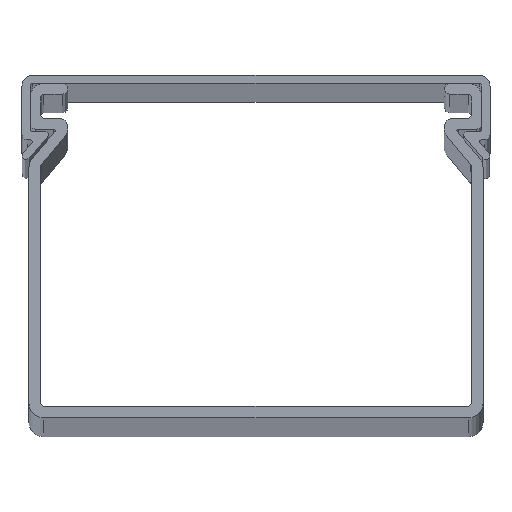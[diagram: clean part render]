
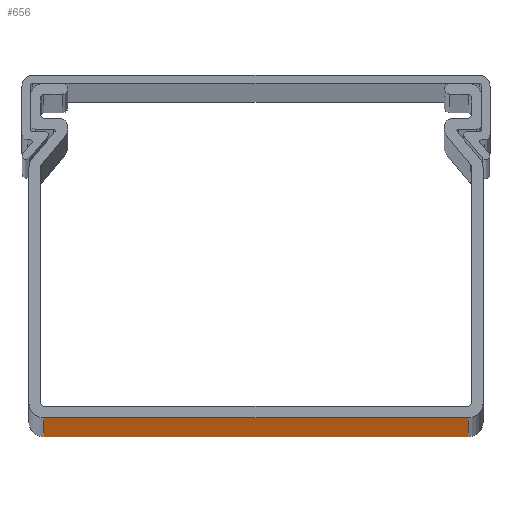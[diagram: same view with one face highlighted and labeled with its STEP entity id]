
A CAD part, top view. The second image highlights one B-rep face of the part: STEP entity #656.
In plain terms, the highlighted planar face has unit normal (0, -1, 0).
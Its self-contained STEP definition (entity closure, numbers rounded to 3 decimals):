
#59 = LINE ( 'NONE', #3437, #1907 ) ;
#185 = VERTEX_POINT ( 'NONE', #3115 ) ;
#277 = VECTOR ( 'NONE', #2034, 1000. ) ;
#390 = ORIENTED_EDGE ( 'NONE', *, *, #2598, .T. ) ;
#452 = DIRECTION ( 'NONE',  ( 0., 0., -1. ) ) ;
#465 = CARTESIAN_POINT ( 'NONE',  ( 59.5, -4.2, 0. ) ) ;
#472 = DIRECTION ( 'NONE',  ( 0., -1., 0. ) ) ;
#487 = CARTESIAN_POINT ( 'NONE',  ( 62.2, -4.2, 0. ) ) ;
#631 = EDGE_CURVE ( 'NONE', #185, #3203, #1105, .T. ) ;
#634 = DIRECTION ( 'NONE',  ( 0., 0., -1. ) ) ;
#645 = CARTESIAN_POINT ( 'NONE',  ( -19.5, -4.2, 0. ) ) ;
#656 = ADVANCED_FACE ( 'NONE', ( #3825 ), #2407, .T. ) ;
#781 = AXIS2_PLACEMENT_3D ( 'NONE', #487, #472, #452 ) ;
#804 = ORIENTED_EDGE ( 'NONE', *, *, #631, .T. ) ;
#939 = VERTEX_POINT ( 'NONE', #3020 ) ;
#1045 = VECTOR ( 'NONE', #1698, 1000. ) ;
#1105 = LINE ( 'NONE', #645, #2838 ) ;
#1349 = ORIENTED_EDGE ( 'NONE', *, *, #4023, .F. ) ;
#1496 = DIRECTION ( 'NONE',  ( 0., 0., -1. ) ) ;
#1698 = DIRECTION ( 'NONE',  ( 1., 0., 0. ) ) ;
#1828 = LINE ( 'NONE', #1915, #1045 ) ;
#1907 = VECTOR ( 'NONE', #1496, 1000. ) ;
#1915 = CARTESIAN_POINT ( 'NONE',  ( 59.5, -4.2, 2000. ) ) ;
#1965 = CARTESIAN_POINT ( 'NONE',  ( -19.5, -4.2, 0. ) ) ;
#2021 = LINE ( 'NONE', #2045, #277 ) ;
#2034 = DIRECTION ( 'NONE',  ( 1., 0., 0. ) ) ;
#2045 = CARTESIAN_POINT ( 'NONE',  ( 20., -4.2, 0. ) ) ;
#2198 = EDGE_CURVE ( 'NONE', #185, #939, #1828, .T. ) ;
#2407 = PLANE ( 'NONE',  #781 ) ;
#2598 = EDGE_CURVE ( 'NONE', #3203, #3040, #2021, .T. ) ;
#2838 = VECTOR ( 'NONE', #634, 1000. ) ;
#3020 = CARTESIAN_POINT ( 'NONE',  ( 59.5, -4.2, 2000. ) ) ;
#3040 = VERTEX_POINT ( 'NONE', #465 ) ;
#3115 = CARTESIAN_POINT ( 'NONE',  ( -19.5, -4.2, 2000. ) ) ;
#3194 = EDGE_LOOP ( 'NONE', ( #804, #390, #1349, #3394 ) ) ;
#3203 = VERTEX_POINT ( 'NONE', #1965 ) ;
#3394 = ORIENTED_EDGE ( 'NONE', *, *, #2198, .F. ) ;
#3437 = CARTESIAN_POINT ( 'NONE',  ( 59.5, -4.2, 0. ) ) ;
#3825 = FACE_OUTER_BOUND ( 'NONE', #3194, .T. ) ;
#4023 = EDGE_CURVE ( 'NONE', #939, #3040, #59, .T. ) ;
